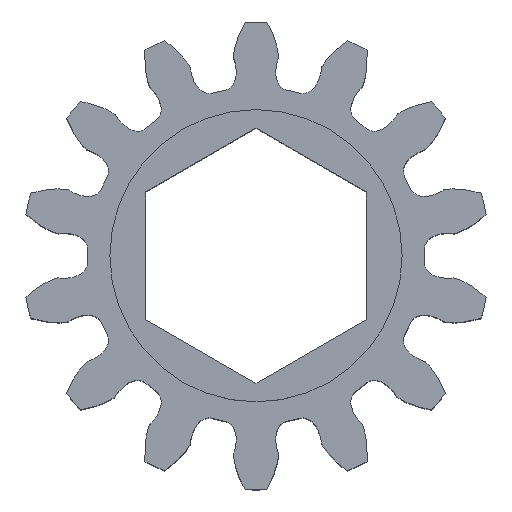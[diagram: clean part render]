
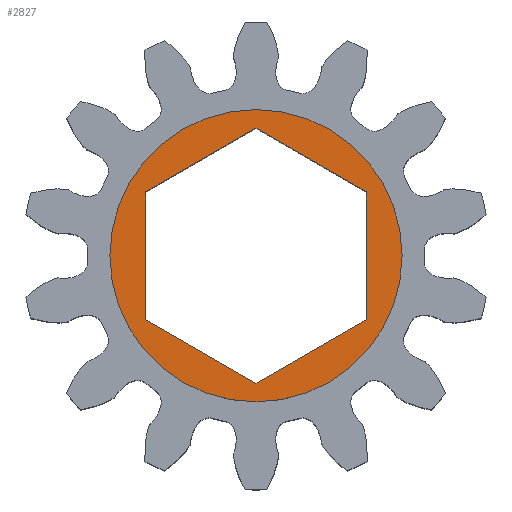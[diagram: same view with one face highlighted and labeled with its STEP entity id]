
A CAD part, top view. The second image highlights one B-rep face of the part: STEP entity #2827.
In plain terms, the highlighted planar face has unit normal (0, 0, 1).
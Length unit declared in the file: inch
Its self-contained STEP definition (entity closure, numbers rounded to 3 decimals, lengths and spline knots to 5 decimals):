
#46 = AXIS2_PLACEMENT_3D ( 'NONE', #624, #629, #630 ) ;
#48 = AXIS2_PLACEMENT_3D ( 'NONE', #617, #618, #619 ) ;
#80 = AXIS2_PLACEMENT_3D ( 'NONE', #5034, #5032, #5031 ) ;
#92 = EDGE_CURVE ( 'NONE', #4131, #4168, #4069, .T. ) ;
#173 = EDGE_CURVE ( 'NONE', #4173, #4165, #3991, .T. ) ;
#191 = EDGE_CURVE ( 'NONE', #4125, #4187, #3944, .T. ) ;
#192 = EDGE_CURVE ( 'NONE', #4165, #4154, #3977, .T. ) ;
#193 = EDGE_CURVE ( 'NONE', #4154, #4183, #3940, .T. ) ;
#194 = EDGE_CURVE ( 'NONE', #4183, #4125, #3938, .T. ) ;
#195 = EDGE_CURVE ( 'NONE', #4168, #4131, #3936, .T. ) ;
#197 = EDGE_CURVE ( 'NONE', #4187, #4173, #3933, .T. ) ;
#571 = CARTESIAN_POINT ( 'NONE',  ( -0.189, 0.10912, 0.249 ) ) ;
#573 = DIRECTION ( 'NONE',  ( 0., -1., 0. ) ) ;
#586 = CARTESIAN_POINT ( 'NONE',  ( -0.189, -0.10912, 0.249 ) ) ;
#608 = CARTESIAN_POINT ( 'NONE',  ( 0.189, 0.10912, 0.249 ) ) ;
#610 = DIRECTION ( 'NONE',  ( -0.866, 0.5, 0. ) ) ;
#611 = DIRECTION ( 'NONE',  ( 0.866, -0.5, 0. ) ) ;
#612 = CARTESIAN_POINT ( 'NONE',  ( 0., -0.21824, 0.249 ) ) ;
#613 = DIRECTION ( 'NONE',  ( 0.866, 0.5, 0. ) ) ;
#614 = CARTESIAN_POINT ( 'NONE',  ( 0.189, -0.10912, 0.249 ) ) ;
#615 = DIRECTION ( 'NONE',  ( 0., 1., 0. ) ) ;
#616 = PLANE ( 'NONE',  #46 ) ;
#617 = CARTESIAN_POINT ( 'NONE',  ( 0., 0., 0.249 ) ) ;
#618 = DIRECTION ( 'NONE',  ( 0., 0., 1. ) ) ;
#619 = DIRECTION ( 'NONE',  ( 1., 0., 0. ) ) ;
#620 = CARTESIAN_POINT ( 'NONE',  ( 0., 0.21824, 0.249 ) ) ;
#622 = DIRECTION ( 'NONE',  ( -0.866, -0.5, 0. ) ) ;
#624 = CARTESIAN_POINT ( 'NONE',  ( 0., 0., 0.249 ) ) ;
#629 = DIRECTION ( 'NONE',  ( 0., 0., 1. ) ) ;
#630 = DIRECTION ( 'NONE',  ( 1., 0., 0. ) ) ;
#1847 = CARTESIAN_POINT ( 'NONE',  ( 0.189, 0.10912, 0.249 ) ) ;
#2015 = CARTESIAN_POINT ( 'NONE',  ( 0., -0.21824, 0.249 ) ) ;
#2020 = CARTESIAN_POINT ( 'NONE',  ( 0.25, 0., 0.249 ) ) ;
#2051 = CARTESIAN_POINT ( 'NONE',  ( -0.189, -0.10912, 0.249 ) ) ;
#2054 = CARTESIAN_POINT ( 'NONE',  ( -0.25, 0., 0.249 ) ) ;
#2059 = CARTESIAN_POINT ( 'NONE',  ( -0.189, 0.10912, 0.249 ) ) ;
#2069 = CARTESIAN_POINT ( 'NONE',  ( 0.189, -0.10912, 0.249 ) ) ;
#2073 = CARTESIAN_POINT ( 'NONE',  ( 0., 0.21824, 0.249 ) ) ;
#2827 = ADVANCED_FACE ( 'NONE', ( #3929, #3925 ), #616, .T. ) ;
#3925 = FACE_OUTER_BOUND ( 'NONE', #4083, .T. ) ;
#3929 = FACE_BOUND ( 'NONE', #4090, .T. ) ;
#3930 = VECTOR ( 'NONE', #622, 39.37008 ) ;
#3933 = LINE ( 'NONE', #620, #3930 ) ;
#3935 = VECTOR ( 'NONE', #615, 39.37008 ) ;
#3936 = CIRCLE ( 'NONE', #48, 0.25 ) ;
#3937 = VECTOR ( 'NONE', #613, 39.37008 ) ;
#3938 = LINE ( 'NONE', #614, #3935 ) ;
#3939 = VECTOR ( 'NONE', #611, 39.37008 ) ;
#3940 = LINE ( 'NONE', #612, #3937 ) ;
#3941 = VECTOR ( 'NONE', #610, 39.37008 ) ;
#3944 = LINE ( 'NONE', #608, #3941 ) ;
#3977 = LINE ( 'NONE', #586, #3939 ) ;
#3988 = VECTOR ( 'NONE', #573, 39.37008 ) ;
#3991 = LINE ( 'NONE', #571, #3988 ) ;
#4069 = CIRCLE ( 'NONE', #80, 0.25 ) ;
#4083 = EDGE_LOOP ( 'NONE', ( #4217, #4218 ) ) ;
#4090 = EDGE_LOOP ( 'NONE', ( #4211, #4212, #4213, #4214, #4215, #4216 ) ) ;
#4125 = VERTEX_POINT ( 'NONE', #1847 ) ;
#4131 = VERTEX_POINT ( 'NONE', #2020 ) ;
#4154 = VERTEX_POINT ( 'NONE', #2015 ) ;
#4165 = VERTEX_POINT ( 'NONE', #2051 ) ;
#4168 = VERTEX_POINT ( 'NONE', #2054 ) ;
#4173 = VERTEX_POINT ( 'NONE', #2059 ) ;
#4183 = VERTEX_POINT ( 'NONE', #2069 ) ;
#4187 = VERTEX_POINT ( 'NONE', #2073 ) ;
#4211 = ORIENTED_EDGE ( 'NONE', *, *, #191, .F. ) ;
#4212 = ORIENTED_EDGE ( 'NONE', *, *, #194, .F. ) ;
#4213 = ORIENTED_EDGE ( 'NONE', *, *, #193, .F. ) ;
#4214 = ORIENTED_EDGE ( 'NONE', *, *, #192, .F. ) ;
#4215 = ORIENTED_EDGE ( 'NONE', *, *, #173, .F. ) ;
#4216 = ORIENTED_EDGE ( 'NONE', *, *, #197, .F. ) ;
#4217 = ORIENTED_EDGE ( 'NONE', *, *, #195, .T. ) ;
#4218 = ORIENTED_EDGE ( 'NONE', *, *, #92, .T. ) ;
#5031 = DIRECTION ( 'NONE',  ( 1., 0., 0. ) ) ;
#5032 = DIRECTION ( 'NONE',  ( 0., 0., 1. ) ) ;
#5034 = CARTESIAN_POINT ( 'NONE',  ( 0., 0., 0.249 ) ) ;
